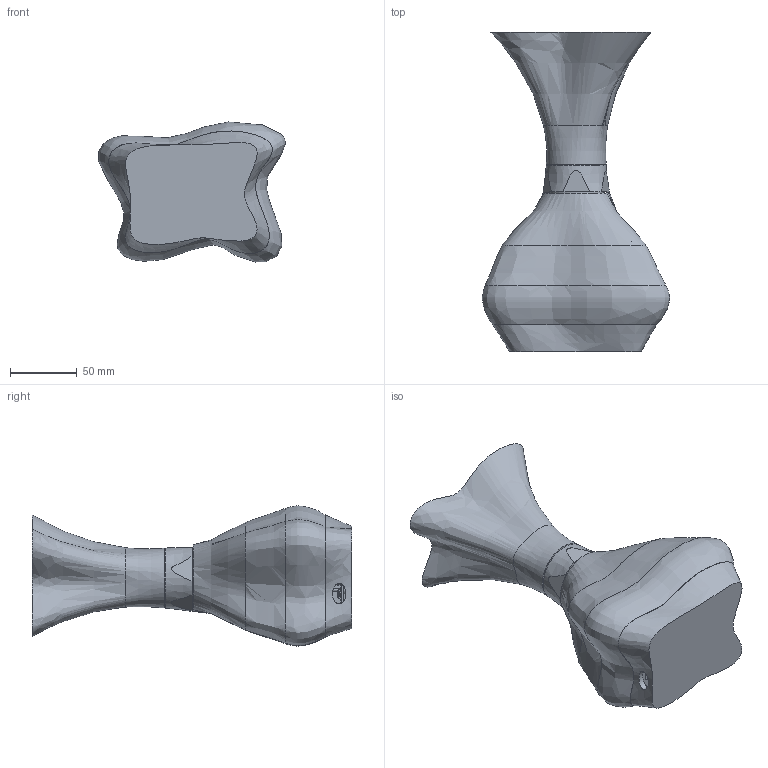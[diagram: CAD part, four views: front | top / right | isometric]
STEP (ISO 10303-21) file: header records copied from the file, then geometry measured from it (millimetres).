
FILE_DESCRIPTION(/* description */ (''),/* implementation_level */ '2;1');
FILE_NAME(/* name */ 'A2_vase_light.step',/* time_stamp */ '2019-05-01T19:01:52-07:00',/* author */ (''),/* organization */ (''),/* preprocessor_version */ 'ST-DEVELOPER v18',/* originating_system */ 'Autodesk Translation Framework v8.2.0.1029',/* authorisation */ '');
FILE_SCHEMA (('AUTOMOTIVE_DESIGN { 1 0 10303 214 3 1 1 }'));
Length unit declared in the file: millimetre
Products named in the file (8): (Unsaved); Base & Arduino Mount; Arduino Leonardo; Breadboard Housing; Mid Base Shell; Upper Base; Potentiometer Ring; Neck
Assembly tree (7 placements, depth 2):
  (Unsaved)
    Base & Arduino Mount
    Arduino Leonardo
    Breadboard Housing
    Mid Base Shell
    Upper Base
    Potentiometer Ring
    Neck
Bounding box: 140.69 x 240 x 105.27 mm (x, y, z)
Volume: 449123.2 mm3; surface area: 195822.2 mm2
Topology: 7 solids, 7 shells, 965 faces, 2342 edges, 1518 vertices
Faces by surface type: plane 858, cylinder 72, bspline 32, cone 2, sphere 1
Full cylindrical faces by diameter (mm): 2.4 x4, 2.5 x1, 3 x5, 4 x1, 4.8 x28, 5 x4, 5.632 x1, 6 x5, 7 x1, 8 x1, 40 x2, 42 x1
Entity records: 42075 total; most frequent: CARTESIAN_POINT 18710, ORIENTED_EDGE 4682, DIRECTION 4241, EDGE_CURVE 2341, LINE 1989, VECTOR 1989, VERTEX_POINT 1518, EDGE_LOOP 1151
